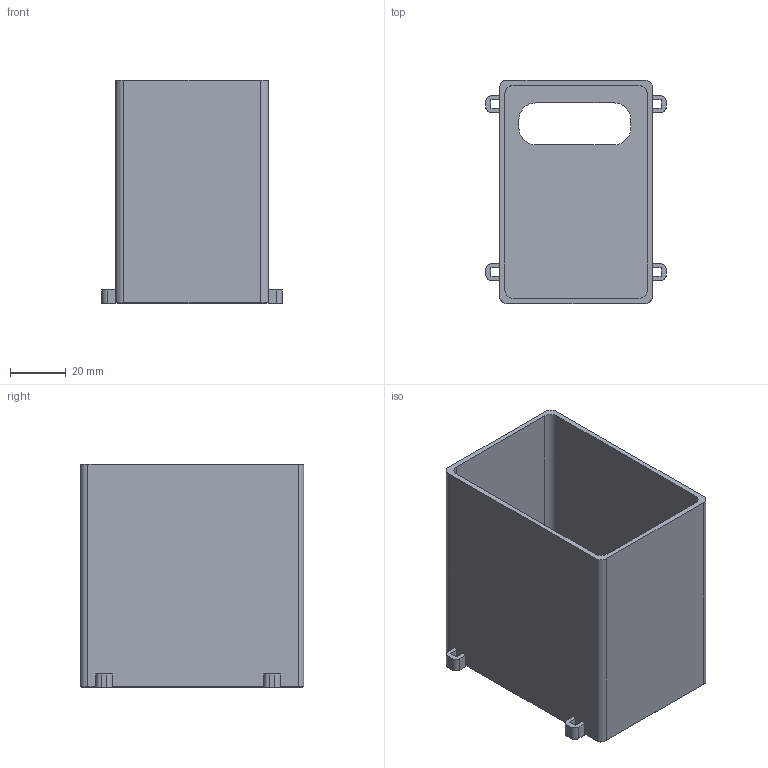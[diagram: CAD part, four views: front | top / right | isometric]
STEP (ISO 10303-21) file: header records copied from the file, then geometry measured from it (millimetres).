
FILE_DESCRIPTION(/* description */ (''),/* implementation_level */ '2;1');
FILE_NAME(/* name */ 'webcam-bottom v2.step',/* time_stamp */ '2021-05-10T08:29:26-04:00',/* author */ (''),/* organization */ (''),/* preprocessor_version */ 'ST-DEVELOPER v18.1',/* originating_system */ 'Autodesk Translation Framework v10.6.0.1341',/* authorisation */ '');
FILE_SCHEMA (('AUTOMOTIVE_DESIGN { 1 0 10303 214 3 1 1 }'));
Length unit declared in the file: millimetre
Products named in the file (1): webcam-bottom
Bounding box: 64.42 x 79.8 x 80 mm (x, y, z)
Volume: 44035.2 mm3; surface area: 48811.9 mm2
Topology: 3 solids, 3 shells, 103 faces, 264 edges, 164 vertices
Faces by surface type: plane 75, cylinder 20, cone 8
Entity records: 3105 total; most frequent: CARTESIAN_POINT 544, ORIENTED_EDGE 528, DIRECTION 516, EDGE_CURVE 264, LINE 212, VECTOR 212, VERTEX_POINT 164, AXIS2_PLACEMENT_3D 152
